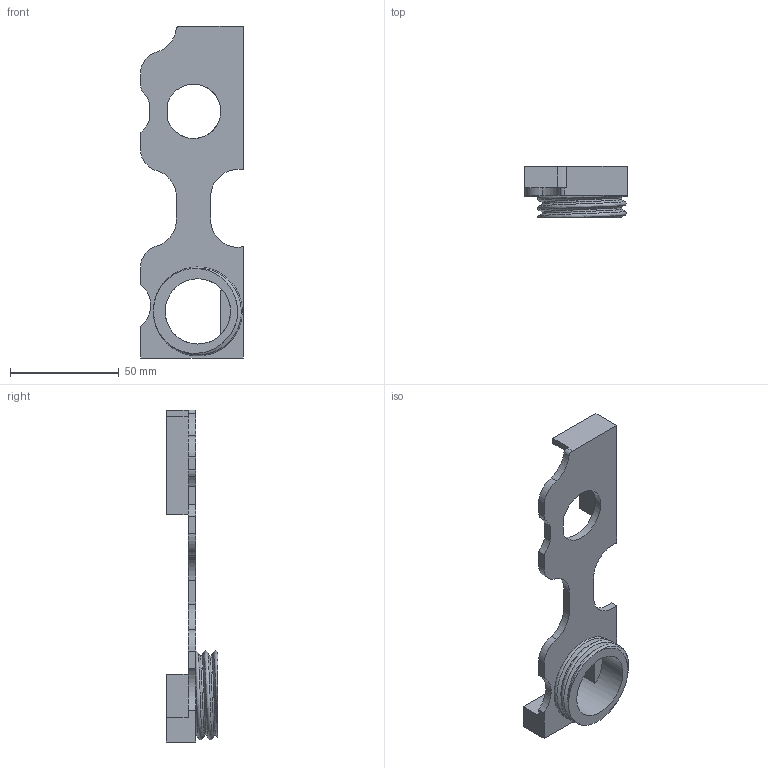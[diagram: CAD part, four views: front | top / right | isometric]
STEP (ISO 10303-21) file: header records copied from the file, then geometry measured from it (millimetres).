
FILE_DESCRIPTION(/* description */ (''),/* implementation_level */ '2;1');
FILE_NAME(/* name */ 'iPhone SE 2020 Split v17.step',/* time_stamp */ '2024-09-23T18:02:39-07:00',/* author */ (''),/* organization */ (''),/* preprocessor_version */ 'ST-DEVELOPER v20',/* originating_system */ 'Autodesk Translation Framework v13.20.0.188',/* authorisation */ '');
FILE_SCHEMA (('AUTOMOTIVE_DESIGN { 1 0 10303 214 3 1 1 }'));
Length unit declared in the file: millimetre
Products named in the file (1): iPhone SE 2020 Split
Bounding box: 47.16 x 23.45 x 152.45 mm (x, y, z)
Volume: 33309.1 mm3; surface area: 17466.6 mm2
Topology: 1 solids, 1 shells, 48 faces, 140 edges, 93 vertices
Faces by surface type: plane 27, cylinder 18, bspline 3
Full cylindrical faces by diameter (mm): 30 x1, 36.536 x1
Entity records: 2852 total; most frequent: CARTESIAN_POINT 1419, ORIENTED_EDGE 280, DIRECTION 253, EDGE_CURVE 140, VERTEX_POINT 93, LINE 87, VECTOR 87, AXIS2_PLACEMENT_3D 83
